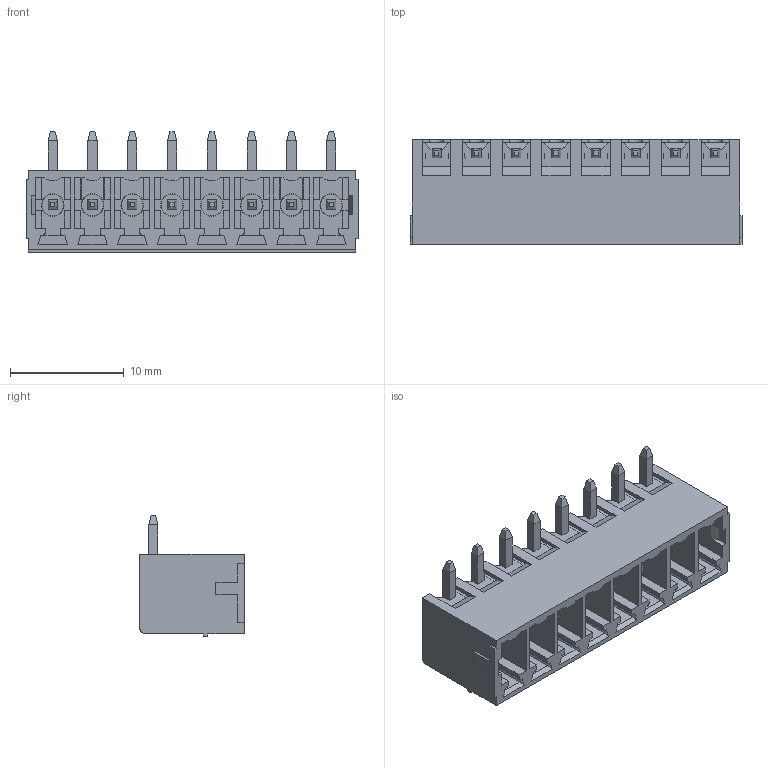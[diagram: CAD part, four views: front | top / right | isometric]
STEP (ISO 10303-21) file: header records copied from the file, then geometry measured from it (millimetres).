
FILE_DESCRIPTION( ('This file contains a STEP AP42 implementation' ,'as created by ZW3D STEP Interface translator.') ,'2;1' );
FILE_NAME( 'WJ15EDGRC-3.5-08P.stp' ,'23 2 2. 92936', (''), ('ZWCAD Software Co.'), 'Version 1.0', 'ZW3D to STEP translator', '' );
FILE_SCHEMA(('AUTOMOTIVE_DESIGN { 1 0 10303 214 1 1 1 1 }'));
Length unit declared in the file: millimetre
Products named in the file (2): 0; WJ15EDGRC-3.5-12P-14-00A
Bounding box: 29.2 x 9.2 x 10.6 mm (x, y, z)
Volume: 901.6 mm3; surface area: 2780.9 mm2
Topology: 1 solids, 1 shells, 721 faces, 1955 edges, 1244 vertices
Faces by surface type: plane 632, bspline 40, cone 25, cylinder 24
Entity records: 23438 total; most frequent: CARTESIAN_POINT 4865, ORIENTED_EDGE 3916, DIRECTION 3355, EDGE_CURVE 1958, VECTOR 1729, LINE 1729, VERTEX_POINT 1247, AXIS2_PLACEMENT_3D 813
